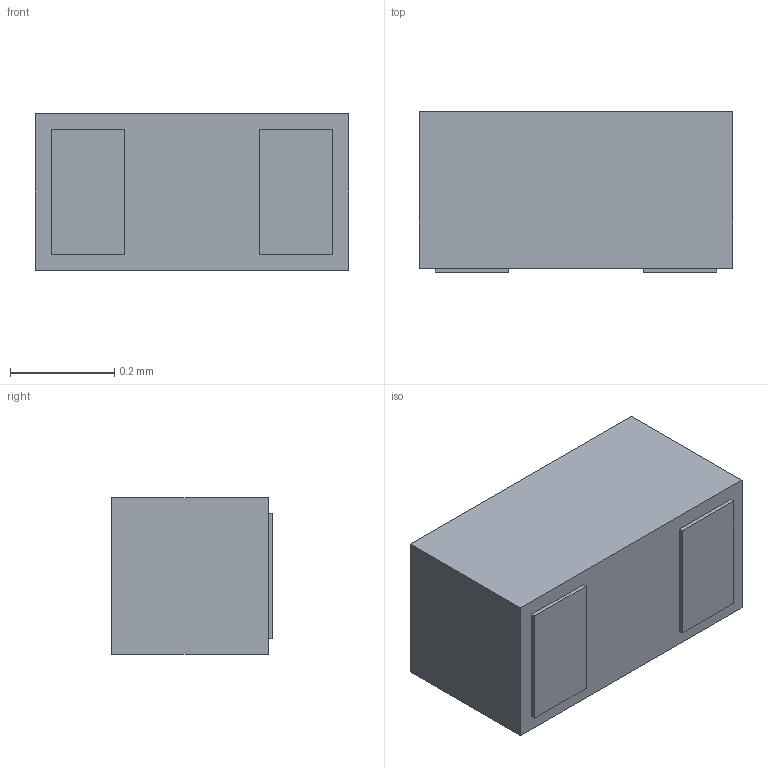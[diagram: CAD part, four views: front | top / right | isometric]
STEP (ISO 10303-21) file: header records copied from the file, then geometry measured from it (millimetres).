
FILE_DESCRIPTION (( '3D model for products with SOD962 package' ), '1' );
FILE_NAME ('SOD962.STEP', '2019-01-21T06:46:39', ( 'Packaging R&D' ), ( 'Nexperia' ), 'SwSTEP 2.0', 'SolidWorks 2018', '' );
FILE_SCHEMA (( 'AUTOMOTIVE_DESIGN' ));
Length unit declared in the file: millimetre
Products named in the file (2): SOD962 3D view; SOD962
Assembly tree (1 placements, depth 2):
  SOD962
    SOD962 3D view
Bounding box: 0.6 x 0.31 x 0.3 mm (x, y, z)
Volume: 0.1 mm3; surface area: 0.9 mm2
Topology: 1 solids, 1 shells, 60 faces, 153 edges, 102 vertices
Faces by surface type: plane 33, cylinder 19, torus 8
Entity records: 2011 total; most frequent: DIRECTION 339, CARTESIAN_POINT 319, ORIENTED_EDGE 306, EDGE_CURVE 153, AXIS2_PLACEMENT_3D 122, VERTEX_POINT 102, VECTOR 95, LINE 95
